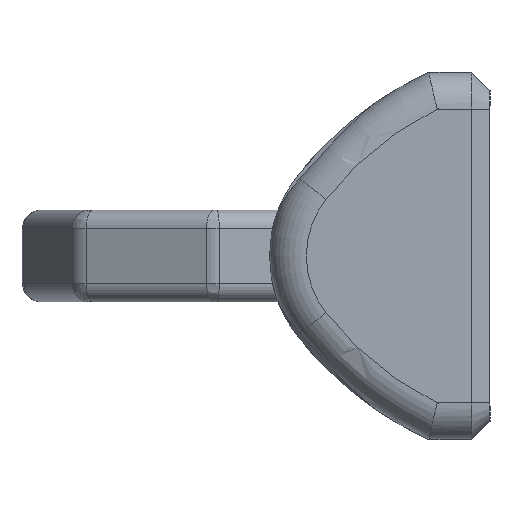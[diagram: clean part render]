
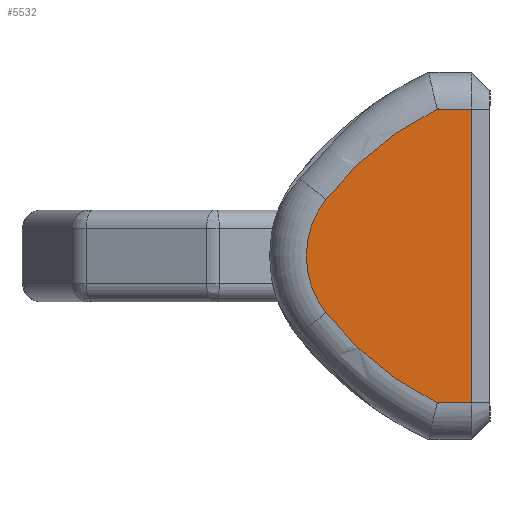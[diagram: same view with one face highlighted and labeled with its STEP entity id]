
A CAD part, left-side view. The second image highlights one B-rep face of the part: STEP entity #5532.
In plain terms, the highlighted face is planar.
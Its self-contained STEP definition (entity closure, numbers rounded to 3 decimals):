
#685=CARTESIAN_POINT('',(0.,25.,46.));
#686=DIRECTION('',(0.,0.,1.));
#687=DIRECTION('',(0.618,0.786,0.));
#688=AXIS2_PLACEMENT_3D('',#685,#686,#687);
#717=DIRECTION('',(-1.,0.,0.));
#718=VECTOR('',#717,80.);
#719=CARTESIAN_POINT('',(40.,5.,46.));
#720=LINE('',#719,#718);
#721=DIRECTION('',(0.,1.,0.));
#722=VECTOR('',#721,9.393);
#723=CARTESIAN_POINT('',(-40.,5.,46.));
#724=LINE('',#723,#722);
#725=CARTESIAN_POINT('',(38.918,-24.542,46.));
#726=DIRECTION('',(0.,0.,1.));
#727=DIRECTION('',(-0.618,0.786,0.));
#728=AXIS2_PLACEMENT_3D('',#725,#726,#727);
#730=CARTESIAN_POINT('',(-38.918,-24.542,46.));
#731=DIRECTION('',(0.,0.,-1.));
#732=DIRECTION('',(0.618,0.786,0.));
#733=AXIS2_PLACEMENT_3D('',#730,#731,#732);
#735=DIRECTION('',(0.,1.,0.));
#736=VECTOR('',#735,9.393);
#737=CARTESIAN_POINT('',(40.,5.,46.));
#738=LINE('',#737,#736);
#4470=CARTESIAN_POINT('',(-15.444,44.659,46.));
#4471=CARTESIAN_POINT('',(-40.,14.393,46.));
#4472=VERTEX_POINT('',#4470);
#4473=VERTEX_POINT('',#4471);
#4480=CARTESIAN_POINT('',(15.444,44.659,46.));
#4482=VERTEX_POINT('',#4480);
#4484=CARTESIAN_POINT('',(40.,14.393,46.));
#4485=VERTEX_POINT('',#4484);
#5110=CARTESIAN_POINT('',(-40.,5.,46.));
#5111=VERTEX_POINT('',#5110);
#5114=CARTESIAN_POINT('',(40.,5.,46.));
#5115=VERTEX_POINT('',#5114);
#5514=CARTESIAN_POINT('',(0.,0.,46.));
#5515=DIRECTION('',(0.,0.,-1.));
#5516=DIRECTION('',(-1.,0.,0.));
#5517=AXIS2_PLACEMENT_3D('',#5514,#5515,#5516);
#5518=PLANE('',#5517);
#5520=ORIENTED_EDGE('',*,*,#5519,.T.);
#5522=ORIENTED_EDGE('',*,*,#5521,.T.);
#5524=ORIENTED_EDGE('',*,*,#5523,.F.);
#5525=ORIENTED_EDGE('',*,*,#5501,.F.);
#5527=ORIENTED_EDGE('',*,*,#5526,.T.);
#5529=ORIENTED_EDGE('',*,*,#5528,.F.);
#5530=EDGE_LOOP('',(#5520,#5522,#5524,#5525,#5527,#5529));
#5531=FACE_OUTER_BOUND('',#5530,.F.);
#5532=ADVANCED_FACE('',(#5531),#5518,.F.);
#689=CIRCLE('',#688,25.);
#729=CIRCLE('',#728,88.);
#734=CIRCLE('',#733,88.);
#5501=EDGE_CURVE('',#4482,#4472,#689,.T.);
#5519=EDGE_CURVE('',#5115,#5111,#720,.T.);
#5521=EDGE_CURVE('',#5111,#4473,#724,.T.);
#5523=EDGE_CURVE('',#4472,#4473,#729,.T.);
#5526=EDGE_CURVE('',#4482,#4485,#734,.T.);
#5528=EDGE_CURVE('',#5115,#4485,#738,.T.);
